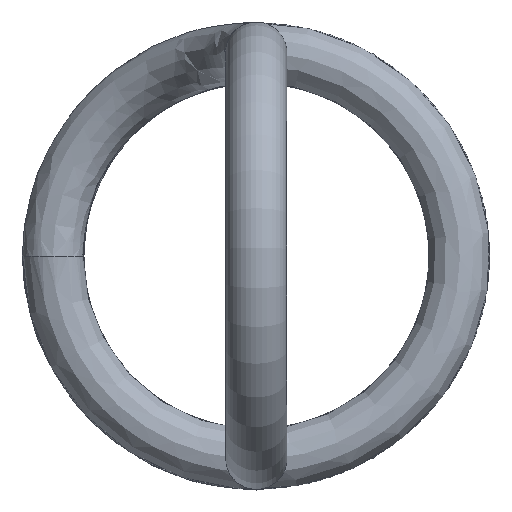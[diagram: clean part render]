
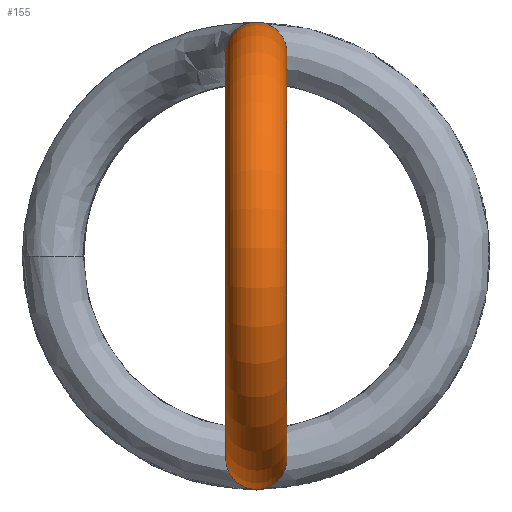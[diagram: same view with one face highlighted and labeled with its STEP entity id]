
A CAD part, left-side view. The second image highlights one B-rep face of the part: STEP entity #155.
In plain terms, the highlighted toroidal (fillet/blend) face has major radius 3 mm and minor radius 0.45 mm.
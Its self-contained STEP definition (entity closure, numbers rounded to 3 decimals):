
#33=FACE_OUTER_BOUND('',#40,.T.);
#40=EDGE_LOOP('',(#105,#106,#107,#108,#109));
#47=CIRCLE('',#178,0.45);
#48=CIRCLE('',#179,2.55);
#49=CIRCLE('',#180,0.45);
#50=CIRCLE('',#181,0.45);
#62=VERTEX_POINT('',#244);
#63=VERTEX_POINT('',#246);
#64=VERTEX_POINT('',#248);
#81=EDGE_CURVE('',#62,#62,#47,.T.);
#82=EDGE_CURVE('',#62,#63,#48,.T.);
#83=EDGE_CURVE('',#63,#64,#49,.T.);
#84=EDGE_CURVE('',#64,#63,#50,.T.);
#105=ORIENTED_EDGE('',*,*,#81,.F.);
#106=ORIENTED_EDGE('',*,*,#82,.T.);
#107=ORIENTED_EDGE('',*,*,#83,.T.);
#108=ORIENTED_EDGE('',*,*,#84,.T.);
#109=ORIENTED_EDGE('',*,*,#82,.F.);
#153=TOROIDAL_SURFACE('',#177,3.,0.45);
#155=ADVANCED_FACE('',(#33),#153,.T.);
#177=AXIS2_PLACEMENT_3D('',#243,#201,#202);
#178=AXIS2_PLACEMENT_3D('',#245,#203,#204);
#179=AXIS2_PLACEMENT_3D('',#247,#205,#206);
#180=AXIS2_PLACEMENT_3D('',#249,#207,#208);
#181=AXIS2_PLACEMENT_3D('',#250,#209,#210);
#201=DIRECTION('center_axis',(0.,-1.,0.));
#202=DIRECTION('ref_axis',(0.,0.,-1.));
#203=DIRECTION('center_axis',(0.707,0.,0.707));
#204=DIRECTION('ref_axis',(0.345,-0.873,-0.345));
#205=DIRECTION('center_axis',(0.,1.,0.));
#206=DIRECTION('ref_axis',(0.,0.,-1.));
#207=DIRECTION('center_axis',(-1.,0.,0.));
#208=DIRECTION('ref_axis',(0.,-0.873,0.487));
#209=DIRECTION('center_axis',(-1.,0.,0.));
#210=DIRECTION('ref_axis',(0.,-0.873,0.487));
#243=CARTESIAN_POINT('Origin',(3.,0.,0.));
#244=CARTESIAN_POINT('',(4.803,0.,-1.803));
#245=CARTESIAN_POINT('Origin',(5.121,0.,-2.121));
#246=CARTESIAN_POINT('',(3.,0.,2.55));
#247=CARTESIAN_POINT('Origin',(3.,0.,0.));
#248=CARTESIAN_POINT('',(3.,0.393,2.781));
#249=CARTESIAN_POINT('Origin',(3.,0.,3.));
#250=CARTESIAN_POINT('Origin',(3.,0.,3.));
